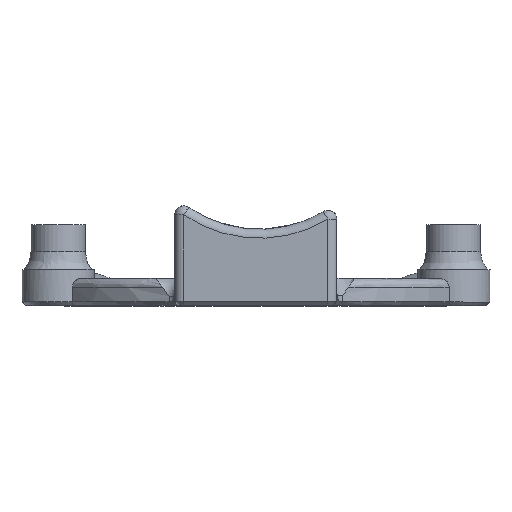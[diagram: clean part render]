
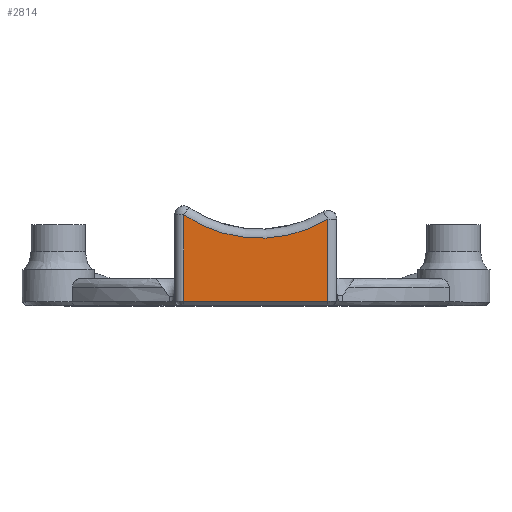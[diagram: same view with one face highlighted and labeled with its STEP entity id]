
A CAD part, top view. The second image highlights one B-rep face of the part: STEP entity #2814.
In plain terms, the highlighted planar face has unit normal (0, 0, 1).
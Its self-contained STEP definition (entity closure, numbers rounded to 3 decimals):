
#93=PLANE('',#3153);
#255=LINE('',#6232,#405);
#256=LINE('',#6235,#406);
#257=LINE('',#6236,#407);
#405=VECTOR('',#3925,10.);
#406=VECTOR('',#3928,10.);
#407=VECTOR('',#3929,10.);
#633=FACE_OUTER_BOUND('',#815,.T.);
#815=EDGE_LOOP('',(#2452,#2453,#2454,#2455));
#1003=CIRCLE('',#3144,14.797);
#1338=VERTEX_POINT('',#6197);
#1343=VERTEX_POINT('',#6210);
#1348=VERTEX_POINT('',#6229);
#1349=VERTEX_POINT('',#6234);
#1736=EDGE_CURVE('',#1338,#1343,#1003,.T.);
#1746=EDGE_CURVE('',#1343,#1348,#255,.T.);
#1747=EDGE_CURVE('',#1348,#1349,#256,.T.);
#1748=EDGE_CURVE('',#1349,#1338,#257,.T.);
#2452=ORIENTED_EDGE('',*,*,#1747,.F.);
#2453=ORIENTED_EDGE('',*,*,#1746,.F.);
#2454=ORIENTED_EDGE('',*,*,#1736,.F.);
#2455=ORIENTED_EDGE('',*,*,#1748,.F.);
#2814=ADVANCED_FACE('',(#633),#93,.T.);
#3144=AXIS2_PLACEMENT_3D('',#6213,#3902,#3903);
#3153=AXIS2_PLACEMENT_3D('',#6233,#3926,#3927);
#3902=DIRECTION('center_axis',(0.,0.,
1.));
#3903=DIRECTION('ref_axis',(1.,0.,0.));
#3925=DIRECTION('',(0.,1.,0.));
#3926=DIRECTION('center_axis',(0.,0.,
1.));
#3927=DIRECTION('ref_axis',(-1.,0.,0.));
#3928=DIRECTION('',(1.,0.,0.));
#3929=DIRECTION('',(0.,-1.,0.));
#6197=CARTESIAN_POINT('',(99.492,-100.975,92.885));
#6210=CARTESIAN_POINT('',(83.492,-100.472,92.885));
#6213=CARTESIAN_POINT('Origin',(91.102,-113.163,92.885));
#6229=CARTESIAN_POINT('',(83.492,-91.361,92.885));
#6232=CARTESIAN_POINT('',(83.492,-92.211,92.885));
#6233=CARTESIAN_POINT('Origin',(99.492,-90.961,92.885));
#6234=CARTESIAN_POINT('',(99.492,-91.361,92.885));
#6235=CARTESIAN_POINT('',(99.411,-91.361,92.885));
#6236=CARTESIAN_POINT('',(99.492,-92.211,92.885));
